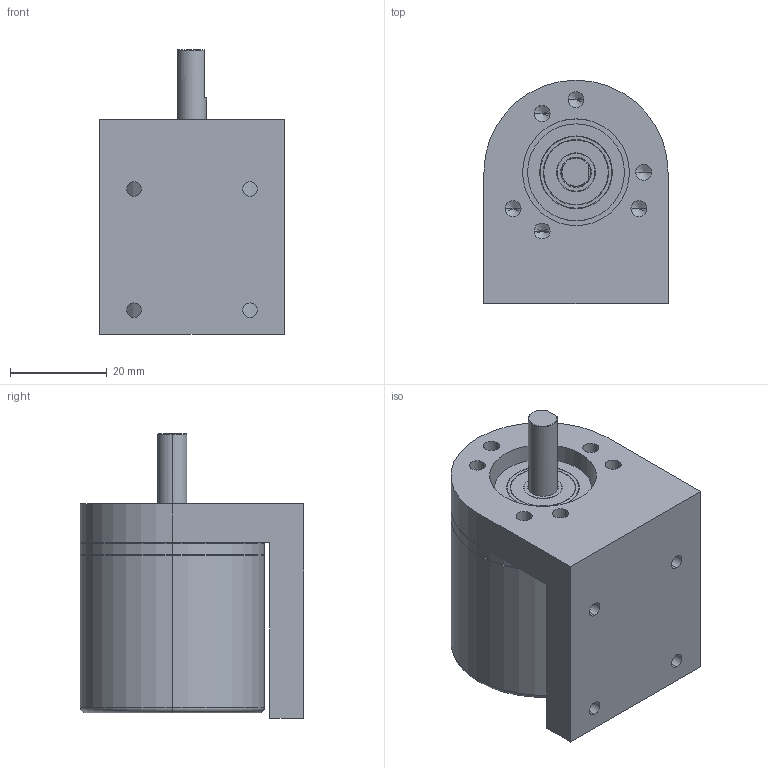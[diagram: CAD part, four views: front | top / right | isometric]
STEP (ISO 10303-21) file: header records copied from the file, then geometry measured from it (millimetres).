
FILE_DESCRIPTION (( 'STEP AP203' ), '1' );
FILE_NAME ('Assem3.STEP', '2023-01-06T22:16:04', ( '' ), ( '' ), 'SwSTEP 2.0', 'SolidWorks 2021', '' );
FILE_SCHEMA (( 'CONFIG_CONTROL_DESIGN' ));
Length unit declared in the file: millimetre
Products named in the file (3): v1; Encoder hn3806.step; Assem3
Assembly tree (2 placements, depth 2):
  Assem3
    v1
    Encoder hn3806.step
Bounding box: 38 x 46.07 x 58.81 mm (x, y, z)
Volume: 60036.8 mm3; surface area: 16352 mm2
Topology: 2 solids, 2 shells, 100 faces, 239 edges, 148 vertices
Faces by surface type: cylinder 60, plane 23, cone 12, torus 5
Entity records: 3233 total; most frequent: DIRECTION 566, CARTESIAN_POINT 506, ORIENTED_EDGE 454, AXIS2_PLACEMENT_3D 236, EDGE_CURVE 227, VERTEX_POINT 148, EDGE_LOOP 139, CIRCLE 131
